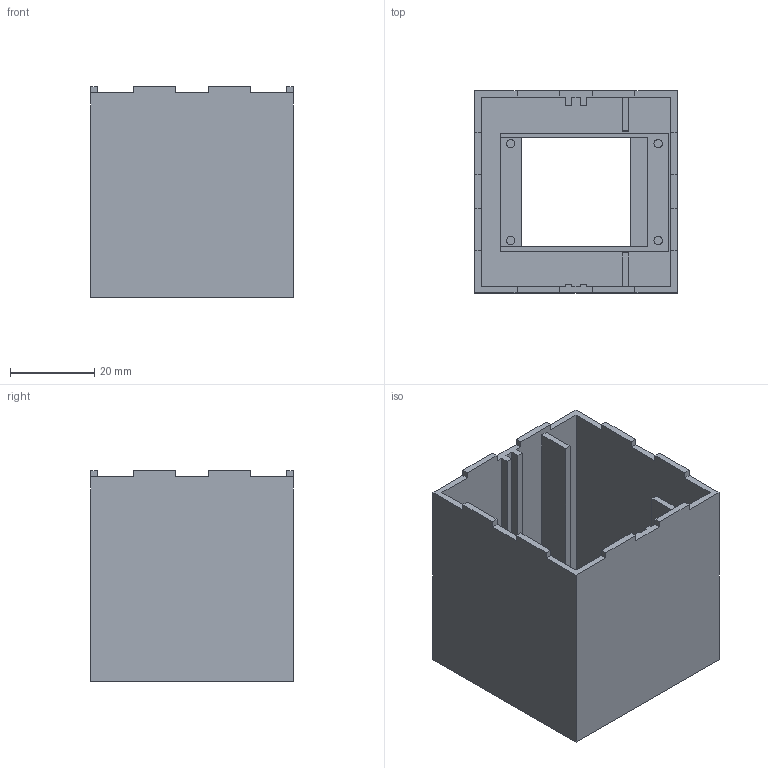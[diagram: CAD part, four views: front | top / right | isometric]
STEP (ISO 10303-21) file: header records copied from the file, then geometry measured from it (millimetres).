
FILE_DESCRIPTION(/* description */ (''),/* implementation_level */ '2;1');
FILE_NAME(/* name */ '',/* time_stamp */ '2023-06-11T16:20:30+08:00',/* author */ (''),/* organization */ (''),/* preprocessor_version */ 'ST-DEVELOPER v19.2',/* originating_system */ 'Autodesk Translation Framework v11.17.0.187',/* authorisation */ '');
FILE_SCHEMA (('AUTOMOTIVE_DESIGN { 1 0 10303 214 3 1 1 }'));
Length unit declared in the file: millimetre
Products named in the file (1): 盒子
Bounding box: 48 x 48 x 50 mm (x, y, z)
Volume: 18963.6 mm3; surface area: 23316.3 mm2
Topology: 1 solids, 1 shells, 86 faces, 240 edges, 160 vertices
Faces by surface type: plane 82, cylinder 4
Full cylindrical faces by diameter (mm): 2 x4
Entity records: 2749 total; most frequent: CARTESIAN_POINT 487, ORIENTED_EDGE 480, DIRECTION 422, EDGE_CURVE 240, LINE 232, VECTOR 232, VERTEX_POINT 160, AXIS2_PLACEMENT_3D 95
